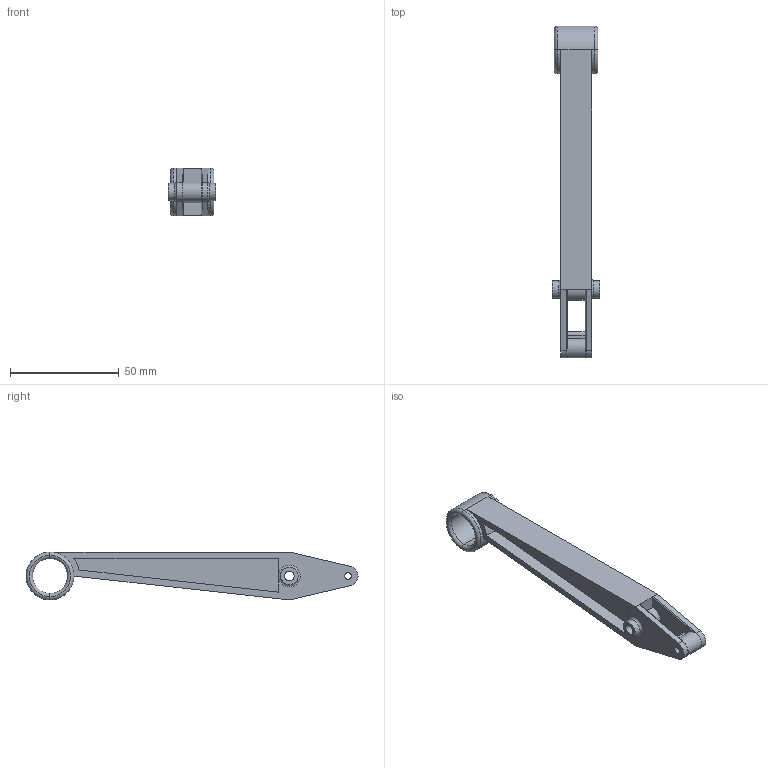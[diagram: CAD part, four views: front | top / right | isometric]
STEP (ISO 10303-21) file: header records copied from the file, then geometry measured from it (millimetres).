
FILE_DESCRIPTION(/* description */ (''),/* implementation_level */ '2;1');
FILE_NAME(/* name */ '小腿1_step.stp',/* time_stamp */ '2025-08-12T14:51:58+08:00',/* author */ (''),/* organization */ (''),/* preprocessor_version */ 'ST-DEVELOPER v16.7',/* originating_system */ 'SIEMENS PLM Software NX 12.0',/* authorisation */ '');
FILE_SCHEMA (('AUTOMOTIVE_DESIGN { 1 0 10303 214 3 1 1 1 }'));
Length unit declared in the file: millimetre
Products named in the file (1): 小腿1_step
Bounding box: 22 x 152.54 x 22 mm (x, y, z)
Volume: 19971.7 mm3; surface area: 14040.2 mm2
Topology: 1 solids, 1 shells, 57 faces, 144 edges, 89 vertices
Faces by surface type: plane 24, cylinder 20, torus 13
Full cylindrical faces by diameter (mm): 3.1 x1, 4.5 x1, 8 x2
Entity records: 1708 total; most frequent: CARTESIAN_POINT 315, DIRECTION 302, ORIENTED_EDGE 270, EDGE_CURVE 135, AXIS2_PLACEMENT_3D 117, VERTEX_POINT 86, EDGE_LOOP 71, LINE 68
